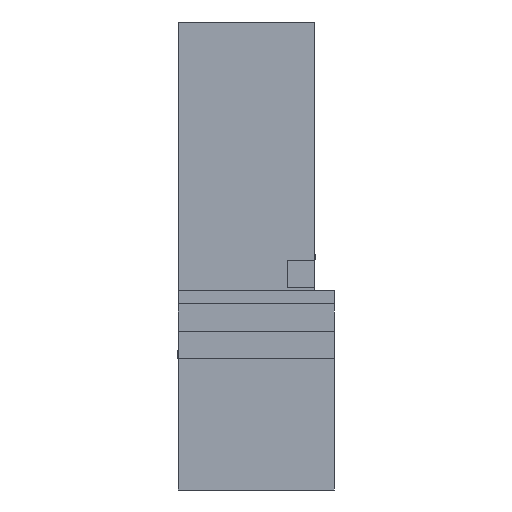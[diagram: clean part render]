
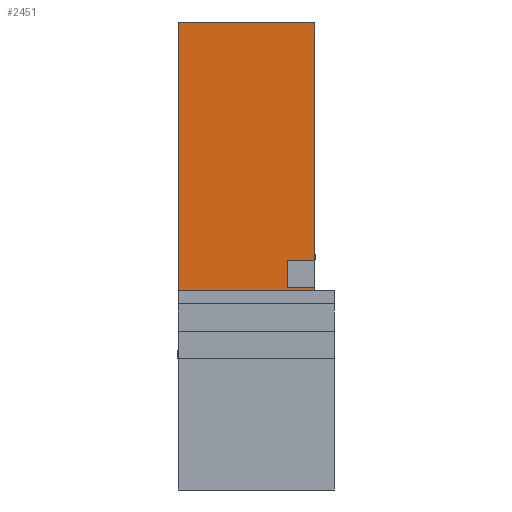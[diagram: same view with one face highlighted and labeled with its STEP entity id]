
A CAD part, left-side view. The second image highlights one B-rep face of the part: STEP entity #2451.
In plain terms, the highlighted planar face has unit normal (-1, 0, 0).
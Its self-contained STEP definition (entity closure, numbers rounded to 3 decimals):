
#2451=ADVANCED_FACE('',(#5000),#5001,.F.);
#5000=FACE_OUTER_BOUND('',#8657,.T.);
#5001=PLANE('',#8658);
#8657=EDGE_LOOP('',(#11686,#11687,#11688,#11689));
#8658=AXIS2_PLACEMENT_3D('',#11690,#11691,#11692);
#11686=ORIENTED_EDGE('',*,*,#18763,.F.);
#11687=ORIENTED_EDGE('',*,*,#18764,.T.);
#11688=ORIENTED_EDGE('',*,*,#18765,.T.);
#11689=ORIENTED_EDGE('',*,*,#18766,.T.);
#11690=CARTESIAN_POINT('',(1827.24,5.0,485.0));
#11691=DIRECTION('',(1.0,0.0,0.));
#11692=DIRECTION('',(0.0,-1.0,0.0));
#18763=EDGE_CURVE('',#21742,#21743,#21744,.T.);
#18764=EDGE_CURVE('',#21742,#21745,#21746,.T.);
#18765=EDGE_CURVE('',#21745,#21747,#21748,.T.);
#18766=EDGE_CURVE('',#21747,#21743,#21749,.T.);
#21742=VERTEX_POINT('',#25912);
#21743=VERTEX_POINT('',#25913);
#21744=LINE('',#25914,#25915);
#21745=VERTEX_POINT('',#25916);
#21746=LINE('',#25917,#25918);
#21747=VERTEX_POINT('',#25919);
#21748=LINE('',#25920,#25921);
#21749=LINE('',#25922,#25923);
#25912=CARTESIAN_POINT('',(1827.24,5.0,485.0));
#25913=CARTESIAN_POINT('',(1827.24,5.0,-130.0));
#25914=CARTESIAN_POINT('',(1827.24,5.0,485.0));
#25915=VECTOR('',#31255,1.0);
#25916=CARTESIAN_POINT('',(1827.24,255.0,485.0));
#25917=CARTESIAN_POINT('',(1827.24,5.0,485.0));
#25918=VECTOR('',#31256,1.0);
#25919=CARTESIAN_POINT('',(1827.24,255.0,-130.0));
#25920=CARTESIAN_POINT('',(1827.24,255.0,485.0));
#25921=VECTOR('',#31257,1.0);
#25922=CARTESIAN_POINT('',(1827.24,255.0,-130.0));
#25923=VECTOR('',#31258,1.0);
#31255=DIRECTION('',(0.,0.0,-1.0));
#31256=DIRECTION('',(0.0,1.0,-0.0));
#31257=DIRECTION('',(0.,0.0,-1.0));
#31258=DIRECTION('',(0.0,-1.0,0.0));
